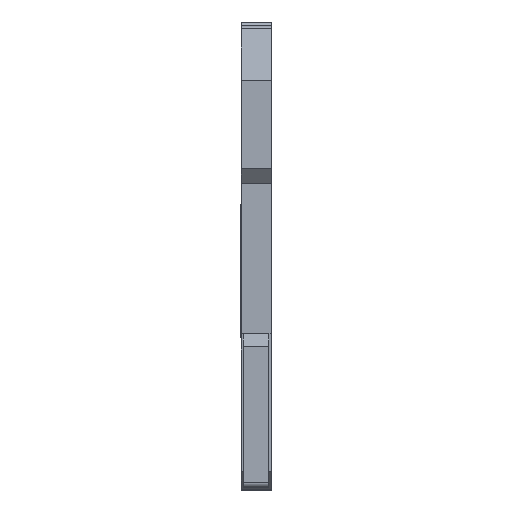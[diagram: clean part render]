
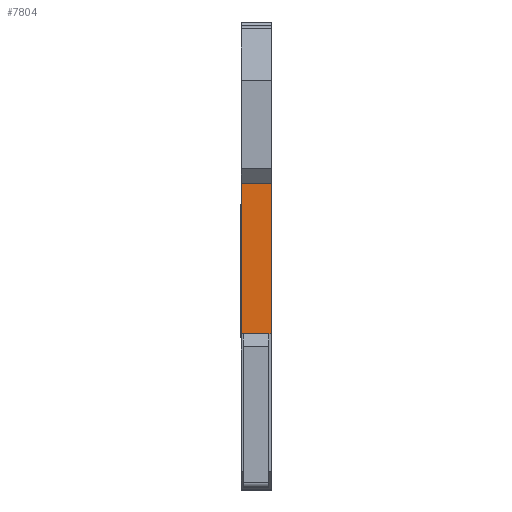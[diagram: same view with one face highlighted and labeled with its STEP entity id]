
A CAD part, left-side view. The second image highlights one B-rep face of the part: STEP entity #7804.
In plain terms, the highlighted face is planar.
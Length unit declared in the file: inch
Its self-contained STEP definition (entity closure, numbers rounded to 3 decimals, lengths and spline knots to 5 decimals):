
#165 = ORIENTED_EDGE ( 'NONE', *, *, #3149, .T. ) ;
#360 = AXIS2_PLACEMENT_3D ( 'NONE', #8839, #3817, #9692 ) ;
#739 = DIRECTION ( 'NONE',  ( 0., 0., 1. ) ) ;
#1069 = EDGE_CURVE ( 'NONE', #8141, #10840, #1505, .T. ) ;
#1273 = LINE ( 'NONE', #10146, #9214 ) ;
#1297 = VECTOR ( 'NONE', #5497, 39.37008 ) ;
#1362 = LINE ( 'NONE', #8765, #3397 ) ;
#1505 = LINE ( 'NONE', #8631, #10220 ) ;
#1577 = ORIENTED_EDGE ( 'NONE', *, *, #3872, .T. ) ;
#2112 = CARTESIAN_POINT ( 'NONE',  ( 0.10236, -0.24409, -0.68504 ) ) ;
#2370 = DIRECTION ( 'NONE',  ( 0., 0., 1. ) ) ;
#2412 = CARTESIAN_POINT ( 'NONE',  ( -0.10236, -0.24409, -1.2571 ) ) ;
#2797 = VECTOR ( 'NONE', #5759, 39.37008 ) ;
#2923 = PLANE ( 'NONE',  #360 ) ;
#3149 = EDGE_CURVE ( 'NONE', #4430, #10375, #9967, .T. ) ;
#3276 = VECTOR ( 'NONE', #2370, 39.37008 ) ;
#3397 = VECTOR ( 'NONE', #739, 39.37008 ) ;
#3440 = EDGE_CURVE ( 'NONE', #7845, #10275, #1362, .T. ) ;
#3817 = DIRECTION ( 'NONE',  ( 0., 1., 0. ) ) ;
#3872 = EDGE_CURVE ( 'NONE', #7246, #10275, #5374, .T. ) ;
#4091 = DIRECTION ( 'NONE',  ( 0., 0., 1. ) ) ;
#4174 = LINE ( 'NONE', #8541, #8370 ) ;
#4295 = DIRECTION ( 'NONE',  ( 1., 0., 0. ) ) ;
#4386 = VERTEX_POINT ( 'NONE', #5064 ) ;
#4394 = CARTESIAN_POINT ( 'NONE',  ( -0.12205, -0.24409, 0.68504 ) ) ;
#4430 = VERTEX_POINT ( 'NONE', #8466 ) ;
#4476 = EDGE_CURVE ( 'NONE', #7246, #4386, #4174, .T. ) ;
#5064 = CARTESIAN_POINT ( 'NONE',  ( 0.12205, -0.24409, 0.68504 ) ) ;
#5347 = ORIENTED_EDGE ( 'NONE', *, *, #3440, .F. ) ;
#5374 = LINE ( 'NONE', #5773, #7592 ) ;
#5497 = DIRECTION ( 'NONE',  ( -1., 0., 0. ) ) ;
#5759 = DIRECTION ( 'NONE',  ( 1., 0., 0. ) ) ;
#5773 = CARTESIAN_POINT ( 'NONE',  ( -0.12205, -0.24409, -0.62927 ) ) ;
#5809 = DIRECTION ( 'NONE',  ( -1., 0., 0. ) ) ;
#5954 = EDGE_CURVE ( 'NONE', #8141, #10375, #9501, .T. ) ;
#6962 = ORIENTED_EDGE ( 'NONE', *, *, #1069, .T. ) ;
#6968 = EDGE_CURVE ( 'NONE', #7845, #4430, #10025, .T. ) ;
#7047 = ORIENTED_EDGE ( 'NONE', *, *, #9695, .T. ) ;
#7175 = EDGE_LOOP ( 'NONE', ( #165, #9483, #6962, #7047, #7879, #1577, #5347, #9973 ) ) ;
#7246 = VERTEX_POINT ( 'NONE', #8642 ) ;
#7413 = CARTESIAN_POINT ( 'NONE',  ( -0.12205, -0.24409, -0.62927 ) ) ;
#7592 = VECTOR ( 'NONE', #5809, 39.37008 ) ;
#7804 = ADVANCED_FACE ( 'NONE', ( #7966 ), #2923, .T. ) ;
#7845 = VERTEX_POINT ( 'NONE', #2112 ) ;
#7879 = ORIENTED_EDGE ( 'NONE', *, *, #4476, .F. ) ;
#7897 = CARTESIAN_POINT ( 'NONE',  ( -0.10236, -0.24409, -0.62927 ) ) ;
#7966 = FACE_OUTER_BOUND ( 'NONE', #7175, .T. ) ;
#8141 = VERTEX_POINT ( 'NONE', #10968 ) ;
#8370 = VECTOR ( 'NONE', #9329, 39.37008 ) ;
#8466 = CARTESIAN_POINT ( 'NONE',  ( -0.10236, -0.24409, -0.68504 ) ) ;
#8541 = CARTESIAN_POINT ( 'NONE',  ( 0.12205, -0.24409, 0.00343 ) ) ;
#8631 = CARTESIAN_POINT ( 'NONE',  ( -0.12205, -0.24409, 0.68504 ) ) ;
#8642 = CARTESIAN_POINT ( 'NONE',  ( 0.12205, -0.24409, -0.62927 ) ) ;
#8762 = CARTESIAN_POINT ( 'NONE',  ( -0.12205, -0.24409, -0.68504 ) ) ;
#8765 = CARTESIAN_POINT ( 'NONE',  ( 0.10236, -0.24409, -1.2571 ) ) ;
#8839 = CARTESIAN_POINT ( 'NONE',  ( -0.12205, -0.24409, 0.68504 ) ) ;
#9214 = VECTOR ( 'NONE', #4295, 39.37008 ) ;
#9329 = DIRECTION ( 'NONE',  ( 0., 0., 1. ) ) ;
#9483 = ORIENTED_EDGE ( 'NONE', *, *, #5954, .F. ) ;
#9501 = LINE ( 'NONE', #7413, #2797 ) ;
#9692 = DIRECTION ( 'NONE',  ( 0., 0., 1. ) ) ;
#9695 = EDGE_CURVE ( 'NONE', #10840, #4386, #1273, .T. ) ;
#9967 = LINE ( 'NONE', #2412, #3276 ) ;
#9973 = ORIENTED_EDGE ( 'NONE', *, *, #6968, .T. ) ;
#10025 = LINE ( 'NONE', #8762, #1297 ) ;
#10146 = CARTESIAN_POINT ( 'NONE',  ( -0.12205, -0.24409, 0.68504 ) ) ;
#10220 = VECTOR ( 'NONE', #4091, 39.37008 ) ;
#10226 = CARTESIAN_POINT ( 'NONE',  ( 0.10236, -0.24409, -0.62927 ) ) ;
#10275 = VERTEX_POINT ( 'NONE', #10226 ) ;
#10375 = VERTEX_POINT ( 'NONE', #7897 ) ;
#10840 = VERTEX_POINT ( 'NONE', #4394 ) ;
#10968 = CARTESIAN_POINT ( 'NONE',  ( -0.12205, -0.24409, -0.62927 ) ) ;
